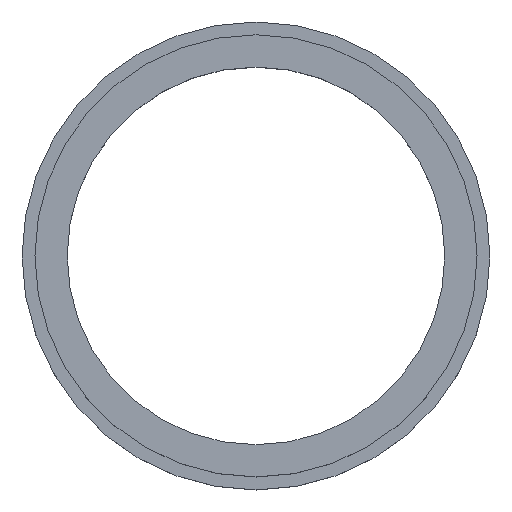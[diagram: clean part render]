
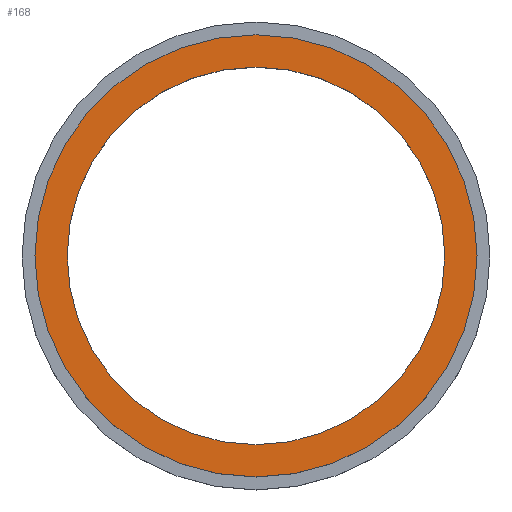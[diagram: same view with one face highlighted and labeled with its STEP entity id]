
A CAD part, top view. The second image highlights one B-rep face of the part: STEP entity #168.
In plain terms, the highlighted planar face has unit normal (0, 0, 1).
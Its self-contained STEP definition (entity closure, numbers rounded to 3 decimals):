
#4 = EDGE_CURVE ( 'NONE', #111, #206, #218, .T. ) ;
#5 = CARTESIAN_POINT ( 'NONE',  ( 20.5, 0., 0. ) ) ;
#24 = ORIENTED_EDGE ( 'NONE', *, *, #242, .T. ) ;
#29 = AXIS2_PLACEMENT_3D ( 'NONE', #5, #275, #38 ) ;
#32 = DIRECTION ( 'NONE',  ( 0., 0., -1. ) ) ;
#38 = DIRECTION ( 'NONE',  ( -1., 0., 0. ) ) ;
#42 = DIRECTION ( 'NONE',  ( -1., 0., 0. ) ) ;
#56 = AXIS2_PLACEMENT_3D ( 'NONE', #222, #32, #254 ) ;
#68 = FACE_OUTER_BOUND ( 'NONE', #186, .T. ) ;
#103 = EDGE_CURVE ( 'NONE', #267, #384, #230, .T. ) ;
#111 = VERTEX_POINT ( 'NONE', #381 ) ;
#132 = DIRECTION ( 'NONE',  ( -1., 0., 0. ) ) ;
#133 = AXIS2_PLACEMENT_3D ( 'NONE', #422, #188, #391 ) ;
#141 = DIRECTION ( 'NONE',  ( 0., 0., -1. ) ) ;
#165 = DIRECTION ( 'NONE',  ( 0., 0., -1. ) ) ;
#167 = ORIENTED_EDGE ( 'NONE', *, *, #4, .F. ) ;
#168 = ADVANCED_FACE ( 'NONE', ( #68, #421 ), #221, .F. ) ;
#169 = EDGE_LOOP ( 'NONE', ( #416, #24 ) ) ;
#177 = AXIS2_PLACEMENT_3D ( 'NONE', #277, #141, #42 ) ;
#186 = EDGE_LOOP ( 'NONE', ( #241, #167 ) ) ;
#188 = DIRECTION ( 'NONE',  ( 0., 0., -1. ) ) ;
#206 = VERTEX_POINT ( 'NONE', #359 ) ;
#218 = CIRCLE ( 'NONE', #56, 24. ) ;
#221 = PLANE ( 'NONE',  #29 ) ;
#222 = CARTESIAN_POINT ( 'NONE',  ( 0., 0., 0. ) ) ;
#230 = CIRCLE ( 'NONE', #177, 20.5 ) ;
#241 = ORIENTED_EDGE ( 'NONE', *, *, #323, .F. ) ;
#242 = EDGE_CURVE ( 'NONE', #384, #267, #287, .T. ) ;
#254 = DIRECTION ( 'NONE',  ( -1., 0., 0. ) ) ;
#264 = AXIS2_PLACEMENT_3D ( 'NONE', #431, #165, #132 ) ;
#267 = VERTEX_POINT ( 'NONE', #268 ) ;
#268 = CARTESIAN_POINT ( 'NONE',  ( -20.5, 0., 0. ) ) ;
#275 = DIRECTION ( 'NONE',  ( 0., 0., -1. ) ) ;
#277 = CARTESIAN_POINT ( 'NONE',  ( 0., 0., 0. ) ) ;
#280 = CIRCLE ( 'NONE', #133, 24. ) ;
#287 = CIRCLE ( 'NONE', #264, 20.5 ) ;
#291 = CARTESIAN_POINT ( 'NONE',  ( 20.5, 0., 0. ) ) ;
#323 = EDGE_CURVE ( 'NONE', #206, #111, #280, .T. ) ;
#359 = CARTESIAN_POINT ( 'NONE',  ( -24., 0., 0. ) ) ;
#381 = CARTESIAN_POINT ( 'NONE',  ( 24., 0., 0. ) ) ;
#384 = VERTEX_POINT ( 'NONE', #291 ) ;
#391 = DIRECTION ( 'NONE',  ( -1., 0., 0. ) ) ;
#416 = ORIENTED_EDGE ( 'NONE', *, *, #103, .T. ) ;
#421 = FACE_BOUND ( 'NONE', #169, .T. ) ;
#422 = CARTESIAN_POINT ( 'NONE',  ( 0., 0., 0. ) ) ;
#431 = CARTESIAN_POINT ( 'NONE',  ( 0., 0., 0. ) ) ;
